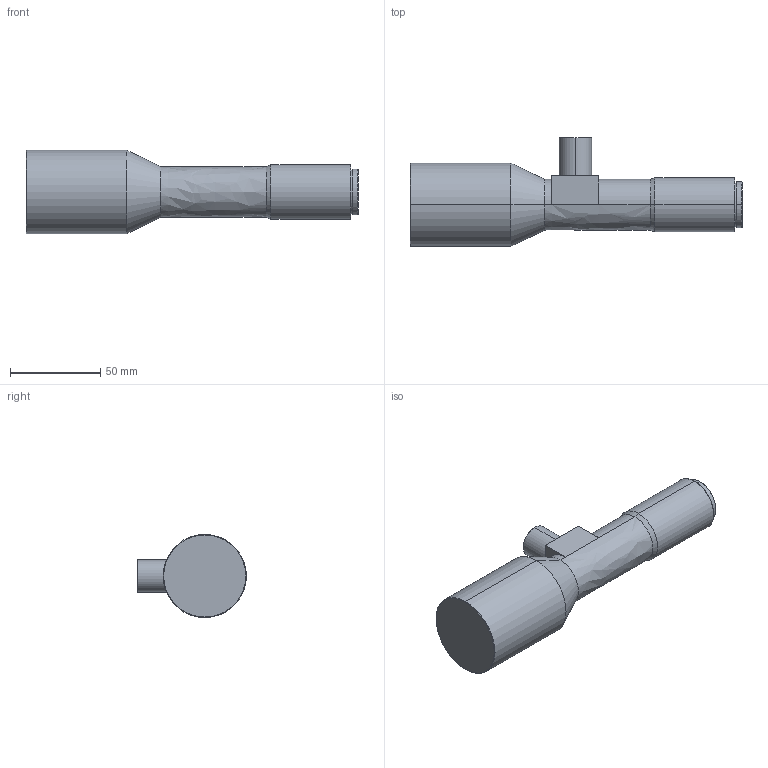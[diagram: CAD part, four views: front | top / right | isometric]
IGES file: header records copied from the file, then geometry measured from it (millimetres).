
Start section: SolidWorks IGES file using analytic representation for surfaces
Global section: file name: WWH10-300CT-230V2.IGS; native system: SolidWorks 2017; preprocessor: SolidWorks 2017; author: Administrator; date: 200312.091233; units: millimetre
Bounding box: 183.5 x 60.1 x 46 mm (x, y, z)
Surface area: 24609.9 mm2 (no closed solid volume)
Topology: 0 solids, 0 shells, 33 faces, 498 edges, 498 vertices
Faces by surface type: revolution 23, bspline 10
